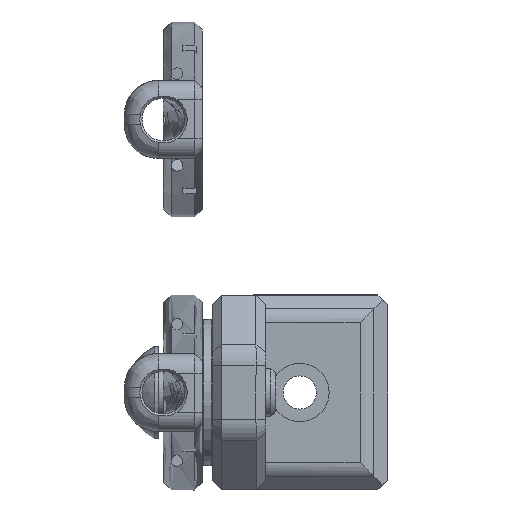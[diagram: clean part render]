
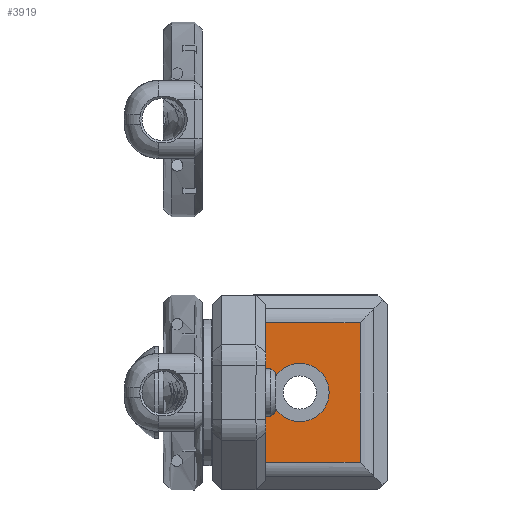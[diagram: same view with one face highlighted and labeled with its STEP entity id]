
A CAD part, front view. The second image highlights one B-rep face of the part: STEP entity #3919.
In plain terms, the highlighted planar face has unit normal (0, -1, 0).
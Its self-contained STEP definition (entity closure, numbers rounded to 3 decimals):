
#109=FACE_BOUND('',#758,.T.);
#180=PLANE('',#4252);
#300=CIRCLE('',#4253,3.);
#520=FACE_OUTER_BOUND('',#757,.T.);
#757=EDGE_LOOP('',(#3110,#3111,#3112,#3113));
#758=EDGE_LOOP('',(#3114));
#1070=LINE('',#7274,#1420);
#1071=LINE('',#7276,#1421);
#1072=LINE('',#7278,#1422);
#1073=LINE('',#7279,#1423);
#1420=VECTOR('',#4893,10.);
#1421=VECTOR('',#4894,10.);
#1422=VECTOR('',#4895,10.);
#1423=VECTOR('',#4896,10.);
#1864=VERTEX_POINT('',#7272);
#1865=VERTEX_POINT('',#7273);
#1866=VERTEX_POINT('',#7275);
#1867=VERTEX_POINT('',#7277);
#1868=VERTEX_POINT('',#7280);
#2310=EDGE_CURVE('',#1864,#1865,#1070,.T.);
#2311=EDGE_CURVE('',#1866,#1865,#1071,.T.);
#2312=EDGE_CURVE('',#1867,#1866,#1072,.T.);
#2313=EDGE_CURVE('',#1864,#1867,#1073,.T.);
#2314=EDGE_CURVE('',#1868,#1868,#300,.T.);
#3110=ORIENTED_EDGE('',*,*,#2310,.T.);
#3111=ORIENTED_EDGE('',*,*,#2311,.F.);
#3112=ORIENTED_EDGE('',*,*,#2312,.F.);
#3113=ORIENTED_EDGE('',*,*,#2313,.F.);
#3114=ORIENTED_EDGE('',*,*,#2314,.T.);
#3919=ADVANCED_FACE('',(#520,#109),#180,.T.);
#4252=AXIS2_PLACEMENT_3D('',#7271,#4891,#4892);
#4253=AXIS2_PLACEMENT_3D('',#7281,#4897,#4898);
#4891=DIRECTION('center_axis',(0.,-1.,0.));
#4892=DIRECTION('ref_axis',(1.,0.,0.));
#4893=DIRECTION('',(0.,0.,-1.));
#4894=DIRECTION('',(-1.,0.,0.));
#4895=DIRECTION('',(0.,0.,-1.));
#4896=DIRECTION('',(1.,0.,0.));
#4897=DIRECTION('center_axis',(0.,1.,0.));
#4898=DIRECTION('ref_axis',(0.,0.,
1.));
#7271=CARTESIAN_POINT('Origin',(-233.244,281.879,10.002));
#7272=CARTESIAN_POINT('',(-236.744,281.879,17.174));
#7273=CARTESIAN_POINT('',(-236.744,281.879,2.831));
#7274=CARTESIAN_POINT('',(-236.744,281.879,5.002));
#7275=CARTESIAN_POINT('',(-227.072,281.879,2.831));
#7276=CARTESIAN_POINT('',(-235.494,281.879,2.831));
#7277=CARTESIAN_POINT('',(-227.072,281.879,17.174));
#7278=CARTESIAN_POINT('',(-227.072,281.879,7.502));
#7279=CARTESIAN_POINT('',(-230.994,281.879,17.174));
#7280=CARTESIAN_POINT('',(-233.244,281.879,7.002));
#7281=CARTESIAN_POINT('Origin',(-233.244,281.879,10.002));
